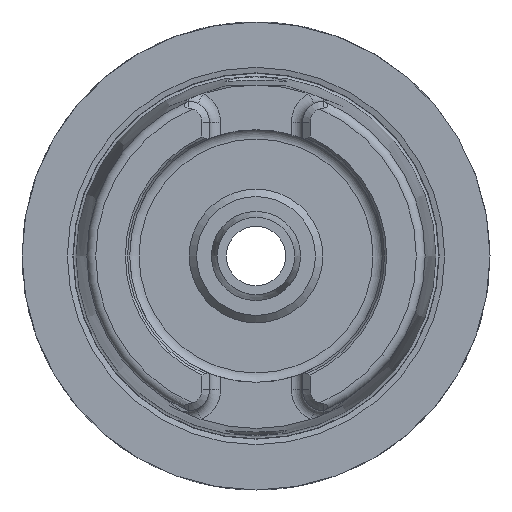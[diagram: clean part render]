
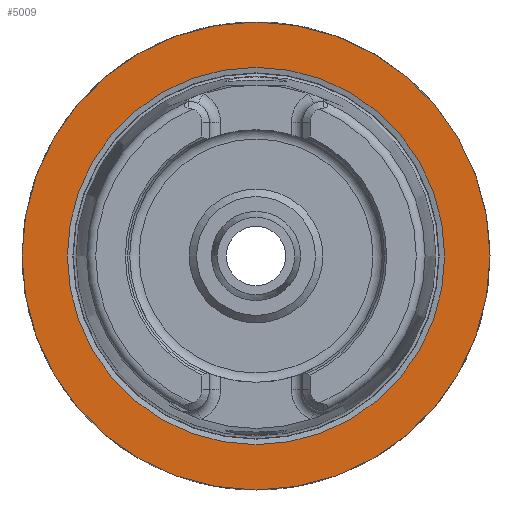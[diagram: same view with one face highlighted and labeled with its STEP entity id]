
A CAD part, left-side view. The second image highlights one B-rep face of the part: STEP entity #5009.
In plain terms, the highlighted planar face has unit normal (-1, 0, 0).
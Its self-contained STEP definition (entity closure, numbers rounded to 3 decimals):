
#4279=CARTESIAN_POINT('',(0.0,31.5,0.0));
#4280=VERTEX_POINT('',#4279);
#4281=CARTESIAN_POINT('',(0.0,0.0,0.0));
#4282=DIRECTION('',(1.0,0.0,0.0));
#4283=DIRECTION('',(0.0,1.0,0.0));
#4284=AXIS2_PLACEMENT_3D('',#4281,#4282,#4283);
#4285=CIRCLE('',#4284,31.5);
#4286=EDGE_CURVE('',#4280,#4280,#4285,.T.);
#4983=CARTESIAN_POINT('',(0.0,25.4,0.0));
#4984=VERTEX_POINT('',#4983);
#4985=CARTESIAN_POINT('',(0.0,0.0,0.0));
#4986=DIRECTION('',(1.0,0.0,0.0));
#4987=DIRECTION('',(0.0,1.0,0.0));
#4988=AXIS2_PLACEMENT_3D('',#4985,#4986,#4987);
#4989=CIRCLE('',#4988,25.4);
#4990=EDGE_CURVE('',#4984,#4984,#4989,.T.);
#4998=CARTESIAN_POINT('',(0.0,28.45,0.0));
#4999=DIRECTION('',(-1.0,0.0,0.0));
#5000=DIRECTION('',(0.0,0.0,1.0));
#5001=AXIS2_PLACEMENT_3D('',#4998,#4999,#5000);
#5002=PLANE('',#5001);
#5003=ORIENTED_EDGE('',*,*,#4286,.F.);
#5004=EDGE_LOOP('',(#5003));
#5005=FACE_OUTER_BOUND('',#5004,.T.);
#5006=ORIENTED_EDGE('',*,*,#4990,.T.);
#5007=EDGE_LOOP('',(#5006));
#5008=FACE_BOUND('',#5007,.T.);
#5009=ADVANCED_FACE('',(#5005,#5008),#5002,.T.);
